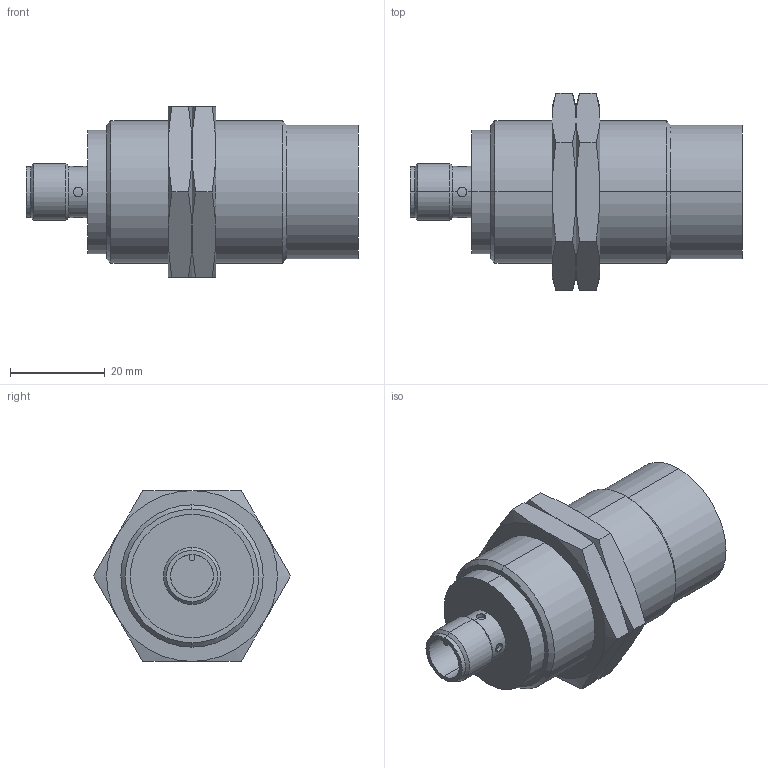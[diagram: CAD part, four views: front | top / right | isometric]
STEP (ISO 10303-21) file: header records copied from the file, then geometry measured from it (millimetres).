
FILE_DESCRIPTION (( 'STEP AP214' ), '1' );
FILE_NAME ('PFT2-AP-4H.step', '2018-04-17T19:36:36', ( '' ), ( '' ), 'SwSTEP 2.0', 'SolidWorks 2017', '' );
FILE_SCHEMA (( 'AUTOMOTIVE_DESIGN' ));
Length unit declared in the file: inch
Products named in the file (1): PFT2-AP-4H
Bounding box: 70 x 41.57 x 36 mm (x, y, z)
Volume: 43833.4 mm3; surface area: 11084.5 mm2
Topology: 3 solids, 3 shells, 96 faces, 203 edges, 118 vertices
Faces by surface type: cone 40, cylinder 32, plane 24
Entity records: 4227 total; most frequent: CARTESIAN_POINT 930, DIRECTION 407, ORIENTED_EDGE 406, EDGE_CURVE 203, AXIS2_PLACEMENT_3D 171, VERTEX_POINT 118, EDGE_LOOP 105, DIMENSIONAL_EXPONENTS 101
